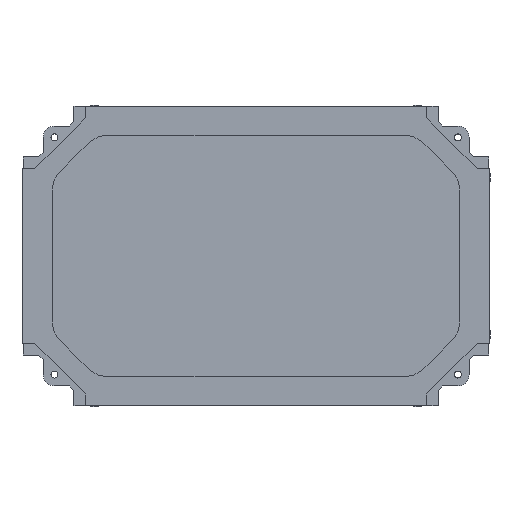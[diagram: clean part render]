
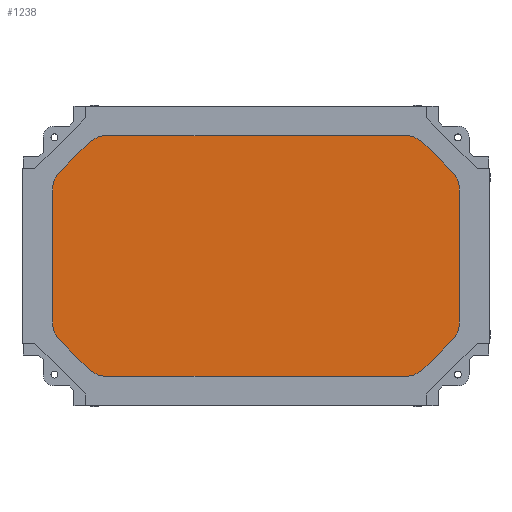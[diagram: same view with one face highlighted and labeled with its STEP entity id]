
A CAD part, top view. The second image highlights one B-rep face of the part: STEP entity #1238.
In plain terms, the highlighted planar face has unit normal (0, 0, 1).
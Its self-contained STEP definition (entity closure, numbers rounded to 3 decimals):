
#1238 = ADVANCED_FACE( '', ( #2679 ), #2680, .T. );
#2679 = FACE_OUTER_BOUND( '', #4296, .T. );
#2680 = PLANE( '', #4297 );
#4296 = EDGE_LOOP( '', ( #8054, #8055, #8056, #8057, #8058, #8059, #8060, #8061, #8062, #8063, #8064, #8065, #8066, #8067, #8068, #8069 ) );
#4297 = AXIS2_PLACEMENT_3D( '', #8070, #8071, #8072 );
#8054 = ORIENTED_EDGE( '', *, *, #9878, .T. );
#8055 = ORIENTED_EDGE( '', *, *, #11082, .T. );
#8056 = ORIENTED_EDGE( '', *, *, #10671, .T. );
#8057 = ORIENTED_EDGE( '', *, *, #11105, .T. );
#8058 = ORIENTED_EDGE( '', *, *, #10315, .T. );
#8059 = ORIENTED_EDGE( '', *, *, #11106, .T. );
#8060 = ORIENTED_EDGE( '', *, *, #10057, .T. );
#8061 = ORIENTED_EDGE( '', *, *, #11107, .T. );
#8062 = ORIENTED_EDGE( '', *, *, #11108, .T. );
#8063 = ORIENTED_EDGE( '', *, *, #11109, .T. );
#8064 = ORIENTED_EDGE( '', *, *, #9541, .T. );
#8065 = ORIENTED_EDGE( '', *, *, #9972, .T. );
#8066 = ORIENTED_EDGE( '', *, *, #10160, .T. );
#8067 = ORIENTED_EDGE( '', *, *, #10052, .T. );
#8068 = ORIENTED_EDGE( '', *, *, #10555, .T. );
#8069 = ORIENTED_EDGE( '', *, *, #11110, .T. );
#8070 = CARTESIAN_POINT( '', ( 41.92, 62.874, 16. ) );
#8071 = DIRECTION( '', ( 0., 0., 1. ) );
#8072 = DIRECTION( '', ( 1., 0., 0. ) );
#9541 = EDGE_CURVE( '', #11404, #11402, #11405, .T. );
#9878 = EDGE_CURVE( '', #12004, #12002, #12005, .T. );
#9972 = EDGE_CURVE( '', #11402, #12170, #12172, .T. );
#10052 = EDGE_CURVE( '', #12305, #12303, #12306, .T. );
#10057 = EDGE_CURVE( '', #12314, #12312, #12315, .T. );
#10160 = EDGE_CURVE( '', #12170, #12305, #12485, .T. );
#10315 = EDGE_CURVE( '', #12732, #12730, #12733, .T. );
#10555 = EDGE_CURVE( '', #12303, #13095, #13097, .T. );
#10671 = EDGE_CURVE( '', #13262, #13260, #13263, .T. );
#11082 = EDGE_CURVE( '', #12002, #13262, #13823, .T. );
#11105 = EDGE_CURVE( '', #13260, #12732, #13849, .T. );
#11106 = EDGE_CURVE( '', #12730, #12314, #13850, .T. );
#11107 = EDGE_CURVE( '', #12312, #13851, #13852, .T. );
#11108 = EDGE_CURVE( '', #13851, #13853, #13854, .T. );
#11109 = EDGE_CURVE( '', #13853, #11404, #13855, .T. );
#11110 = EDGE_CURVE( '', #13095, #12004, #13856, .T. );
#11402 = VERTEX_POINT( '', #14177 );
#11404 = VERTEX_POINT( '', #14180 );
#11405 = LINE( '', #14181, #14182 );
#12002 = VERTEX_POINT( '', #15001 );
#12004 = VERTEX_POINT( '', #15004 );
#12005 = LINE( '', #15005, #15006 );
#12170 = VERTEX_POINT( '', #15236 );
#12172 = CIRCLE( '', #15239, 20. );
#12303 = VERTEX_POINT( '', #15427 );
#12305 = VERTEX_POINT( '', #15430 );
#12306 = CIRCLE( '', #15431, 20. );
#12312 = VERTEX_POINT( '', #15439 );
#12314 = VERTEX_POINT( '', #15442 );
#12315 = LINE( '', #15443, #15444 );
#12485 = LINE( '', #15689, #15690 );
#12730 = VERTEX_POINT( '', #16039 );
#12732 = VERTEX_POINT( '', #16042 );
#12733 = LINE( '', #16043, #16044 );
#13095 = VERTEX_POINT( '', #16559 );
#13097 = LINE( '', #16562, #16563 );
#13260 = VERTEX_POINT( '', #16800 );
#13262 = VERTEX_POINT( '', #16803 );
#13263 = LINE( '', #16804, #16805 );
#13823 = CIRCLE( '', #17640, 20. );
#13849 = CIRCLE( '', #17676, 20. );
#13850 = CIRCLE( '', #17677, 20. );
#13851 = VERTEX_POINT( '', #17678 );
#13852 = CIRCLE( '', #17679, 20. );
#13853 = VERTEX_POINT( '', #17680 );
#13854 = LINE( '', #17681, #17682 );
#13855 = CIRCLE( '', #17683, 20. );
#13856 = CIRCLE( '', #17684, 20. );
#14177 = CARTESIAN_POINT( '', ( 301.188, 197.142, 16. ) );
#14180 = CARTESIAN_POINT( '', ( 322.062, 176.268, 16. ) );
#14181 = CARTESIAN_POINT( '', ( 322.062, 176.268, 16. ) );
#14182 = VECTOR( '', #18116, 1000. );
#15001 = CARTESIAN_POINT( '', ( 21.92, 62.874, 16. ) );
#15004 = CARTESIAN_POINT( '', ( 21.92, 162.126, 16. ) );
#15005 = CARTESIAN_POINT( '', ( 21.92, 162.126, 16. ) );
#15006 = VECTOR( '', #18502, 1000. );
#15236 = CARTESIAN_POINT( '', ( 287.046, 203., 16. ) );
#15239 = AXIS2_PLACEMENT_3D( '', #18599, #18600, #18601 );
#15427 = CARTESIAN_POINT( '', ( 48.652, 197.142, 16. ) );
#15430 = CARTESIAN_POINT( '', ( 62.794, 203., 16. ) );
#15431 = AXIS2_PLACEMENT_3D( '', #18669, #18670, #18671 );
#15439 = CARTESIAN_POINT( '', ( 322.062, 48.732, 16. ) );
#15442 = CARTESIAN_POINT( '', ( 301.188, 27.858, 16. ) );
#15443 = CARTESIAN_POINT( '', ( 301.188, 27.858, 16. ) );
#15444 = VECTOR( '', #18675, 1000. );
#15689 = CARTESIAN_POINT( '', ( 287.046, 203., 16. ) );
#15690 = VECTOR( '', #18784, 1000. );
#16039 = CARTESIAN_POINT( '', ( 287.046, 22., 16. ) );
#16042 = CARTESIAN_POINT( '', ( 62.794, 22., 16. ) );
#16043 = CARTESIAN_POINT( '', ( 62.794, 22., 16. ) );
#16044 = VECTOR( '', #18935, 1000. );
#16559 = CARTESIAN_POINT( '', ( 27.778, 176.268, 16. ) );
#16562 = CARTESIAN_POINT( '', ( 48.652, 197.142, 16. ) );
#16563 = VECTOR( '', #19165, 1000. );
#16800 = CARTESIAN_POINT( '', ( 48.652, 27.858, 16. ) );
#16803 = CARTESIAN_POINT( '', ( 27.778, 48.732, 16. ) );
#16804 = CARTESIAN_POINT( '', ( 27.778, 48.732, 16. ) );
#16805 = VECTOR( '', #19280, 1000. );
#17640 = AXIS2_PLACEMENT_3D( '', #19631, #19632, #19633 );
#17676 = AXIS2_PLACEMENT_3D( '', #19650, #19651, #19652 );
#17677 = AXIS2_PLACEMENT_3D( '', #19653, #19654, #19655 );
#17678 = CARTESIAN_POINT( '', ( 327.92, 62.874, 16. ) );
#17679 = AXIS2_PLACEMENT_3D( '', #19656, #19657, #19658 );
#17680 = CARTESIAN_POINT( '', ( 327.92, 162.126, 16. ) );
#17681 = CARTESIAN_POINT( '', ( 327.92, 62.874, 16. ) );
#17682 = VECTOR( '', #19659, 1000. );
#17683 = AXIS2_PLACEMENT_3D( '', #19660, #19661, #19662 );
#17684 = AXIS2_PLACEMENT_3D( '', #19663, #19664, #19665 );
#18116 = DIRECTION( '', ( -0.707, 0.707, 0. ) );
#18502 = DIRECTION( '', ( 0., -1., 0. ) );
#18599 = CARTESIAN_POINT( '', ( 287.046, 183., 16. ) );
#18600 = DIRECTION( '', ( 0., 0., 1. ) );
#18601 = DIRECTION( '', ( 1., 0., 0. ) );
#18669 = CARTESIAN_POINT( '', ( 62.794, 183., 16. ) );
#18670 = DIRECTION( '', ( 0., 0., 1. ) );
#18671 = DIRECTION( '', ( 1., 0., 0. ) );
#18675 = DIRECTION( '', ( 0.707, 0.707, 0. ) );
#18784 = DIRECTION( '', ( -1., 0., 0. ) );
#18935 = DIRECTION( '', ( 1., 0., 0. ) );
#19165 = DIRECTION( '', ( -0.707, -0.707, 0. ) );
#19280 = DIRECTION( '', ( 0.707, -0.707, 0. ) );
#19631 = CARTESIAN_POINT( '', ( 41.92, 62.874, 16. ) );
#19632 = DIRECTION( '', ( 0., 0., 1. ) );
#19633 = DIRECTION( '', ( 1., 0., 0. ) );
#19650 = CARTESIAN_POINT( '', ( 62.794, 42., 16. ) );
#19651 = DIRECTION( '', ( 0., 0., 1. ) );
#19652 = DIRECTION( '', ( 1., 0., 0. ) );
#19653 = CARTESIAN_POINT( '', ( 287.046, 42., 16. ) );
#19654 = DIRECTION( '', ( 0., 0., 1. ) );
#19655 = DIRECTION( '', ( 1., 0., 0. ) );
#19656 = CARTESIAN_POINT( '', ( 307.92, 62.874, 16. ) );
#19657 = DIRECTION( '', ( 0., 0., 1. ) );
#19658 = DIRECTION( '', ( 1., 0., 0. ) );
#19659 = DIRECTION( '', ( 0., 1., 0. ) );
#19660 = CARTESIAN_POINT( '', ( 307.92, 162.126, 16. ) );
#19661 = DIRECTION( '', ( 0., 0., 1. ) );
#19662 = DIRECTION( '', ( 1., 0., 0. ) );
#19663 = CARTESIAN_POINT( '', ( 41.92, 162.126, 16. ) );
#19664 = DIRECTION( '', ( 0., 0., 1. ) );
#19665 = DIRECTION( '', ( 1., 0., 0. ) );
